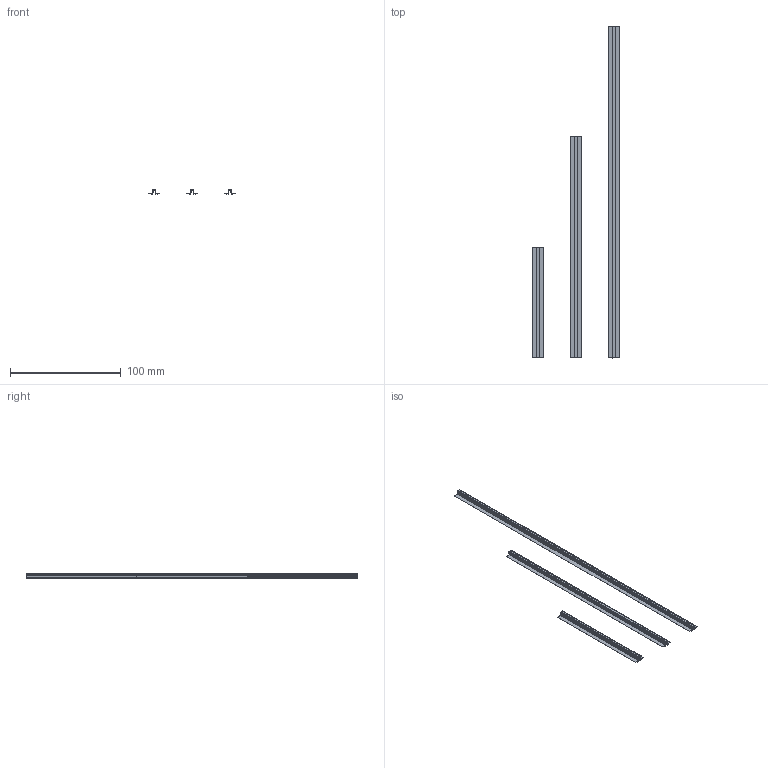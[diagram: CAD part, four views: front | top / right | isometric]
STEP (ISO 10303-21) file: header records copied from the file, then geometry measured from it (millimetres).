
FILE_DESCRIPTION(/* description */ (''),/* implementation_level */ '2;1');
FILE_NAME(/* name */ 'BU6E5B~1',/* time_stamp */ '2025-09-11T15:02:16+02:00',/* author */ (''),/* organization */ (''),/* preprocessor_version */ 'ST-DEVELOPER v16.5',/* originating_system */ '',/* authorisation */ '');
FILE_SCHEMA (('CONFIG_CONTROL_DESIGN'));
Length unit declared in the file: millimetre
Products named in the file (1): Document
Bounding box: 78.79 x 300.03 x 4.94 mm (x, y, z)
Volume: 821.4 mm3; surface area: 37721.7 mm2
Topology: 40 solids, 109 shells, 470 faces, 1200 edges, 862 vertices
Faces by surface type: plane 398, cylinder 72
Entity records: 12927 total; most frequent: CARTESIAN_POINT 4921, ORIENTED_EDGE 2031, EDGE_CURVE 1200, VERTEX_POINT 862, B_SPLINE_CURVE_WITH_KNOTS 846, ADVANCED_FACE 470, FACE_OUTER_BOUND 470, EDGE_LOOP 470
